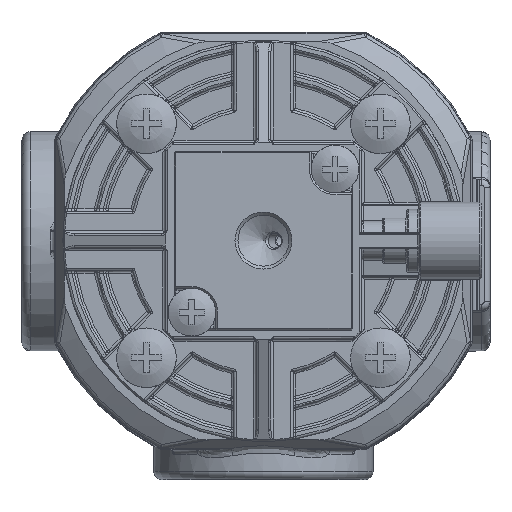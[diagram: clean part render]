
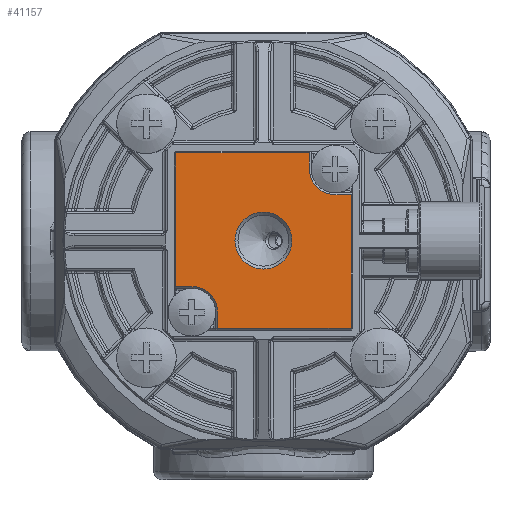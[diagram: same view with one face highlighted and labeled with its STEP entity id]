
A CAD part, top view. The second image highlights one B-rep face of the part: STEP entity #41157.
In plain terms, the highlighted planar face has unit normal (0, 0, 1).
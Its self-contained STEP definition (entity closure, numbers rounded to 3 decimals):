
#2976=LINE('',#66851,#4439);
#2977=LINE('',#66853,#4440);
#2978=LINE('',#66855,#4441);
#2980=LINE('',#66859,#4443);
#2982=LINE('',#66865,#4445);
#2983=LINE('',#66867,#4446);
#2984=LINE('',#66869,#4447);
#2985=LINE('',#66871,#4448);
#4439=VECTOR('',#51631,1000.);
#4440=VECTOR('',#51634,1000.);
#4441=VECTOR('',#51637,1000.);
#4443=VECTOR('',#51641,1000.);
#4445=VECTOR('',#51649,1000.);
#4446=VECTOR('',#51652,1000.);
#4447=VECTOR('',#51655,1000.);
#4448=VECTOR('',#51658,1000.);
#5064=PLANE('',#44280);
#12103=ORIENTED_EDGE('',*,*,#17019,.T.);
#12104=ORIENTED_EDGE('',*,*,#17018,.T.);
#12105=ORIENTED_EDGE('',*,*,#17017,.T.);
#12106=ORIENTED_EDGE('',*,*,#17016,.T.);
#12107=ORIENTED_EDGE('',*,*,#17015,.T.);
#12108=ORIENTED_EDGE('',*,*,#17013,.T.);
#12109=ORIENTED_EDGE('',*,*,#17011,.T.);
#12110=ORIENTED_EDGE('',*,*,#17010,.T.);
#12111=ORIENTED_EDGE('',*,*,#17009,.T.);
#12112=ORIENTED_EDGE('',*,*,#17007,.T.);
#12113=ORIENTED_EDGE('',*,*,#17021,.T.);
#17007=EDGE_CURVE('',#19795,#19794,#21696,.F.);
#17009=EDGE_CURVE('',#17992,#19795,#2976,.T.);
#17010=EDGE_CURVE('',#17993,#17992,#2977,.T.);
#17011=EDGE_CURVE('',#17994,#17993,#2978,.T.);
#17013=EDGE_CURVE('',#19796,#17994,#2980,.T.);
#17015=EDGE_CURVE('',#19797,#19796,#21697,.F.);
#17016=EDGE_CURVE('',#17997,#19797,#2982,.T.);
#17017=EDGE_CURVE('',#17998,#17997,#2983,.T.);
#17018=EDGE_CURVE('',#19792,#17998,#2984,.T.);
#17019=EDGE_CURVE('',#19794,#19792,#2985,.T.);
#17021=EDGE_CURVE('',#19799,#19799,#21699,.F.);
#17992=VERTEX_POINT('',#54352);
#17993=VERTEX_POINT('',#54356);
#17994=VERTEX_POINT('',#54360);
#17997=VERTEX_POINT('',#54374);
#17998=VERTEX_POINT('',#54378);
#19792=VERTEX_POINT('',#66839);
#19794=VERTEX_POINT('',#66846);
#19795=VERTEX_POINT('',#66848);
#19796=VERTEX_POINT('',#66858);
#19797=VERTEX_POINT('',#66862);
#19799=VERTEX_POINT('',#66877);
#21696=CIRCLE('',#44267,4.3);
#21697=CIRCLE('',#44273,4.3);
#21699=CIRCLE('',#44281,4.783);
#23634=EDGE_LOOP('',(#12103,#12104,#12105,#12106,#12107,#12108,#12109,#12110,
#12111,#12112));
#23635=EDGE_LOOP('',(#12113));
#25697=FACE_BOUND('',#23634,.T.);
#25698=FACE_BOUND('',#23635,.T.);
#41157=ADVANCED_FACE('',(#25697,#25698),#5064,.T.);
#44267=AXIS2_PLACEMENT_3D('',#66847,#51626,#51627);
#44273=AXIS2_PLACEMENT_3D('',#66863,#51645,#51646);
#44280=AXIS2_PLACEMENT_3D('',#66875,#51663,#51664);
#44281=AXIS2_PLACEMENT_3D('',#66876,#51665,#51666);
#51626=DIRECTION('',(0.,0.,1.));
#51627=DIRECTION('',(0.,1.,0.));
#51631=DIRECTION('',(1.,0.,0.));
#51634=DIRECTION('',(0.,-1.,0.));
#51637=DIRECTION('',(-1.,0.,0.));
#51641=DIRECTION('',(0.,1.,0.));
#51645=DIRECTION('',(0.,0.,1.));
#51646=DIRECTION('',(0.,1.,0.));
#51649=DIRECTION('',(-1.,0.,0.));
#51652=DIRECTION('',(0.,1.,0.));
#51655=DIRECTION('',(1.,0.,0.));
#51658=DIRECTION('',(0.,-1.,0.));
#51663=DIRECTION('',(0.,0.,1.));
#51664=DIRECTION('',(0.,1.,0.));
#51665=DIRECTION('',(0.,0.,1.));
#51666=DIRECTION('',(0.,1.,0.));
#54352=CARTESIAN_POINT('',(-14.7,-7.7,64.3));
#54356=CARTESIAN_POINT('',(-14.7,14.7,64.3));
#54360=CARTESIAN_POINT('',(7.7,14.7,64.3));
#54374=CARTESIAN_POINT('',(14.7,7.7,64.3));
#54378=CARTESIAN_POINT('',(14.7,-14.7,64.3));
#66839=CARTESIAN_POINT('',(-7.7,-14.7,64.3));
#66846=CARTESIAN_POINT('',(-7.7,-12.,64.3));
#66847=CARTESIAN_POINT('',(-12.,-12.,64.3));
#66848=CARTESIAN_POINT('',(-12.,-7.7,64.3));
#66851=CARTESIAN_POINT('',(-12.,-7.7,64.3));
#66853=CARTESIAN_POINT('',(-14.7,-8.,64.3));
#66855=CARTESIAN_POINT('',(-15.,14.7,64.3));
#66858=CARTESIAN_POINT('',(7.7,12.,64.3));
#66859=CARTESIAN_POINT('',(7.7,15.,64.3));
#66862=CARTESIAN_POINT('',(12.,7.7,64.3));
#66863=CARTESIAN_POINT('',(12.,12.,64.3));
#66865=CARTESIAN_POINT('',(12.,7.7,64.3));
#66867=CARTESIAN_POINT('',(14.7,8.,64.3));
#66869=CARTESIAN_POINT('',(15.,-14.7,64.3));
#66871=CARTESIAN_POINT('',(-7.7,-15.,64.3));
#66875=CARTESIAN_POINT('',(15.,-15.,64.3));
#66876=CARTESIAN_POINT('',(0.,0.,64.3));
#66877=CARTESIAN_POINT('',(0.,4.783,64.3));
